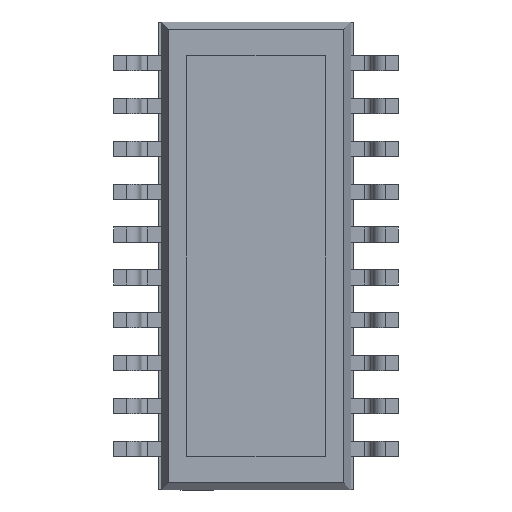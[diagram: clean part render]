
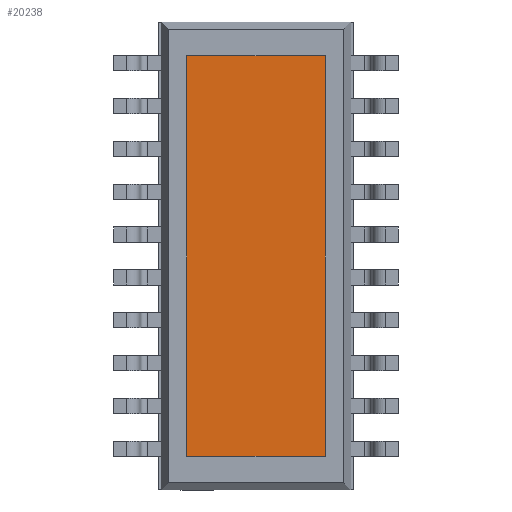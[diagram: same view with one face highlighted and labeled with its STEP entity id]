
A CAD part, front view. The second image highlights one B-rep face of the part: STEP entity #20238.
In plain terms, the highlighted planar face has unit normal (0, -1, 0).
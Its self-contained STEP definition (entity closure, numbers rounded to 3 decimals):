
#113 = EDGE_LOOP ( 'NONE', ( #21577, #18006, #25811, #15129 ) ) ;
#220 = CARTESIAN_POINT ( 'NONE',  ( -2.05, -0.67, -12.865 ) ) ;
#222 = AXIS2_PLACEMENT_3D ( 'NONE', #36247, #8983, #21126 ) ;
#1667 = LINE ( 'NONE', #13784, #20486 ) ;
#1906 = VERTEX_POINT ( 'NONE', #28292 ) ;
#2051 = EDGE_CURVE ( 'NONE', #1906, #33438, #27074, .T. ) ;
#4359 = VECTOR ( 'NONE', #23522, 1000. ) ;
#4761 = CARTESIAN_POINT ( 'NONE',  ( 2.05, -0.67, -1.005 ) ) ;
#8983 = DIRECTION ( 'NONE',  ( 0., 1., 0. ) ) ;
#10978 = CARTESIAN_POINT ( 'NONE',  ( -2.05, -0.67, -1.005 ) ) ;
#11380 = CARTESIAN_POINT ( 'NONE',  ( 2.05, -0.67, -12.865 ) ) ;
#11930 = DIRECTION ( 'NONE',  ( 0., 0., 1. ) ) ;
#11958 = FACE_OUTER_BOUND ( 'NONE', #113, .T. ) ;
#13143 = EDGE_CURVE ( 'NONE', #16918, #31937, #1667, .T. ) ;
#13784 = CARTESIAN_POINT ( 'NONE',  ( -2.05, -0.67, -1.005 ) ) ;
#15129 = ORIENTED_EDGE ( 'NONE', *, *, #16983, .T. ) ;
#16885 = DIRECTION ( 'NONE',  ( -1., 0., 0. ) ) ;
#16918 = VERTEX_POINT ( 'NONE', #10978 ) ;
#16983 = EDGE_CURVE ( 'NONE', #31937, #1906, #38646, .T. ) ;
#18006 = ORIENTED_EDGE ( 'NONE', *, *, #21738, .T. ) ;
#20238 = ADVANCED_FACE ( 'NONE', ( #11958 ), #24108, .F. ) ;
#20486 = VECTOR ( 'NONE', #25949, 1000. ) ;
#21126 = DIRECTION ( 'NONE',  ( 0., 0., 1. ) ) ;
#21577 = ORIENTED_EDGE ( 'NONE', *, *, #2051, .T. ) ;
#21738 = EDGE_CURVE ( 'NONE', #33438, #16918, #22859, .T. ) ;
#21805 = VECTOR ( 'NONE', #11930, 1000. ) ;
#22859 = LINE ( 'NONE', #4761, #38174 ) ;
#23522 = DIRECTION ( 'NONE',  ( 1., 0., 0. ) ) ;
#24108 = PLANE ( 'NONE',  #222 ) ;
#25811 = ORIENTED_EDGE ( 'NONE', *, *, #13143, .T. ) ;
#25949 = DIRECTION ( 'NONE',  ( 0., 0., -1. ) ) ;
#27074 = LINE ( 'NONE', #39209, #21805 ) ;
#27185 = CARTESIAN_POINT ( 'NONE',  ( 2.05, -0.67, -1.005 ) ) ;
#28292 = CARTESIAN_POINT ( 'NONE',  ( 2.05, -0.67, -12.865 ) ) ;
#31937 = VERTEX_POINT ( 'NONE', #220 ) ;
#33438 = VERTEX_POINT ( 'NONE', #27185 ) ;
#36247 = CARTESIAN_POINT ( 'NONE',  ( 2.05, -0.67, -12.865 ) ) ;
#38174 = VECTOR ( 'NONE', #16885, 1000. ) ;
#38646 = LINE ( 'NONE', #11380, #4359 ) ;
#39209 = CARTESIAN_POINT ( 'NONE',  ( 2.05, -0.67, -1.005 ) ) ;
